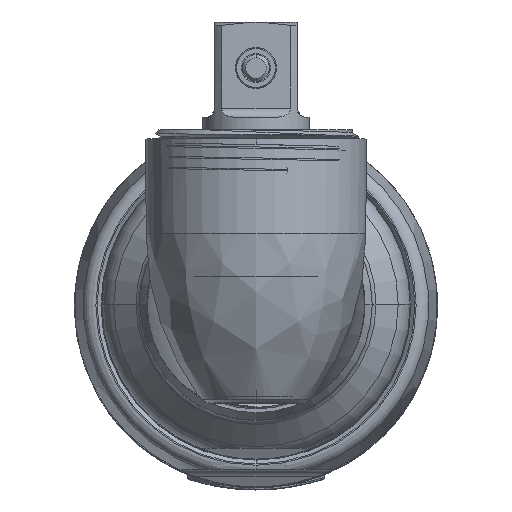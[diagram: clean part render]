
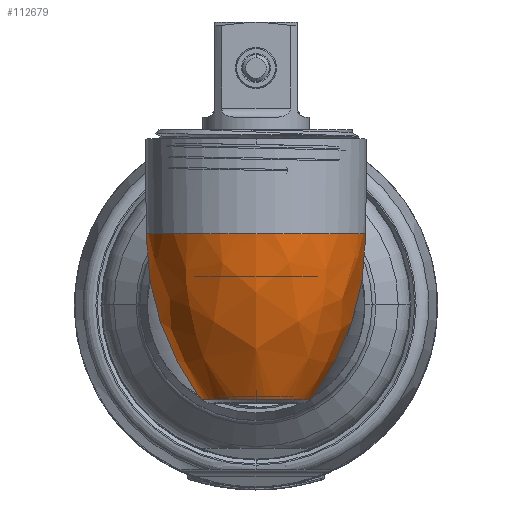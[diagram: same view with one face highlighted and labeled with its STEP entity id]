
A CAD part, top view. The second image highlights one B-rep face of the part: STEP entity #112679.
In plain terms, the highlighted free-form (B-spline) face has degree [3, 3] with [7, 4] control points.
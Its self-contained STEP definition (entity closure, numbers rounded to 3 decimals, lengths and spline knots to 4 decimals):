
#109607=CARTESIAN_POINT('',(0.,-0.4366,4.6443));
#109608=DIRECTION('',(0.,1.,0.));
#109609=DIRECTION('',(-0.987,0.,-0.162));
#109610=AXIS2_PLACEMENT_3D('',#109607,#109608,#109609);
#110440=CARTESIAN_POINT('',(0.2641,-0.4159,
4.6443));
#110453=CARTESIAN_POINT('',(0.2455,-0.4366,
4.604));
#110454=CARTESIAN_POINT('',(0.2488,-0.4337,
4.6104));
#110455=CARTESIAN_POINT('',(0.2551,-0.4274,
4.6234));
#110456=CARTESIAN_POINT('',(0.2612,-0.42,
4.6372));
#110457=CARTESIAN_POINT('',(0.2641,-0.4159,
4.6443));
#110459=CARTESIAN_POINT('',(-0.7525,0.32,4.6443));
#110460=DIRECTION('',(0.,0.,1.));
#110461=DIRECTION('',(0.81,-0.586,0.));
#110462=AXIS2_PLACEMENT_3D('',#110459,#110460,#110461);
#110464=CARTESIAN_POINT('',(0.7525,0.32,4.6443));
#110465=DIRECTION('',(0.,0.,1.));
#110466=DIRECTION('',(-0.984,-0.177,0.));
#110467=AXIS2_PLACEMENT_3D('',#110464,#110465,#110466);
#110474=CARTESIAN_POINT('',(-0.4828,0.0984,
4.6443));
#110483=CARTESIAN_POINT('',(-0.4827,0.1423,
4.5608));
#110484=CARTESIAN_POINT('',(-0.4834,0.1392,
4.5673));
#110485=CARTESIAN_POINT('',(-0.4844,0.1327,
4.5807));
#110486=CARTESIAN_POINT('',(-0.4851,0.1221,
4.6013));
#110487=CARTESIAN_POINT('',(-0.4846,0.1107,
4.6225));
#110488=CARTESIAN_POINT('',(-0.4835,0.1025,
4.637));
#110489=CARTESIAN_POINT('',(-0.4828,0.0984,
4.6443));
#110550=CARTESIAN_POINT('',(-0.2641,-0.4159,
4.6443));
#110557=CARTESIAN_POINT('',(-0.2641,-0.4159,
4.6443));
#110558=CARTESIAN_POINT('',(-0.2612,-0.42,
4.6372));
#110559=CARTESIAN_POINT('',(-0.2551,-0.4274,
4.6234));
#110560=CARTESIAN_POINT('',(-0.2488,-0.4337,
4.6104));
#110561=CARTESIAN_POINT('',(-0.2455,-0.4366,
4.604));
#110700=CARTESIAN_POINT('',(0.,0.32,4.6443));
#110701=DIRECTION('',(0.,-1.,0.));
#110702=DIRECTION('',(0.812,0.,-0.584));
#110703=AXIS2_PLACEMENT_3D('',#110700,#110701,#110702);
#110767=CARTESIAN_POINT('',(0.4827,0.1423,
4.5608));
#110768=CARTESIAN_POINT('',(0.4818,0.1464,
4.5521));
#110769=CARTESIAN_POINT('',(0.4795,0.156,
4.5341));
#110770=CARTESIAN_POINT('',(0.4745,0.1752,
4.505));
#110771=CARTESIAN_POINT('',(0.4672,0.1986,
4.4747));
#110772=CARTESIAN_POINT('',(0.4573,0.2256,
4.4436));
#110773=CARTESIAN_POINT('',(0.4444,0.2554,
4.4123));
#110774=CARTESIAN_POINT('',(0.4281,0.2873,
4.381));
#110775=CARTESIAN_POINT('',(0.415,0.309,
4.3607));
#110776=CARTESIAN_POINT('',(0.4078,0.32,4.3508));
#110778=CARTESIAN_POINT('',(0.4828,0.0984,
4.6443));
#110779=CARTESIAN_POINT('',(0.4835,0.1025,
4.637));
#110780=CARTESIAN_POINT('',(0.4846,0.1107,
4.6225));
#110781=CARTESIAN_POINT('',(0.4851,0.1221,
4.6013));
#110782=CARTESIAN_POINT('',(0.4844,0.1327,
4.5807));
#110783=CARTESIAN_POINT('',(0.4834,0.1392,
4.5673));
#110784=CARTESIAN_POINT('',(0.4827,0.1423,
4.5608));
#110861=CARTESIAN_POINT('',(-0.4078,0.32,4.3508));
#110862=CARTESIAN_POINT('',(-0.415,0.3091,
4.3607));
#110863=CARTESIAN_POINT('',(-0.4281,0.2873,
4.381));
#110864=CARTESIAN_POINT('',(-0.4445,0.2553,
4.4124));
#110865=CARTESIAN_POINT('',(-0.4574,0.2253,
4.4439));
#110866=CARTESIAN_POINT('',(-0.4673,0.1982,
4.4751));
#110867=CARTESIAN_POINT('',(-0.4746,0.1748,
4.5055));
#110868=CARTESIAN_POINT('',(-0.4796,0.1558,
4.5345));
#110869=CARTESIAN_POINT('',(-0.4818,0.1463,
4.5523));
#110870=CARTESIAN_POINT('',(-0.4827,0.1423,
4.5608));
#111964=VERTEX_POINT('',#110474);
#111965=VERTEX_POINT('',#110483);
#111967=VERTEX_POINT('',#110861);
#111968=VERTEX_POINT('',#110550);
#111970=VERTEX_POINT('',#110561);
#111972=VERTEX_POINT('',#110440);
#111973=VERTEX_POINT('',#110453);
#111976=VERTEX_POINT('',#110767);
#111977=VERTEX_POINT('',#110776);
#111978=VERTEX_POINT('',#110778);
#112630=CARTESIAN_POINT('',(-0.1809,-0.4495,
4.4883));
#112631=CARTESIAN_POINT('',(-0.3142,-0.2228,
4.3734));
#112632=CARTESIAN_POINT('',(-0.3832,0.0493,
4.3138));
#112633=CARTESIAN_POINT('',(-0.3804,0.3362,
4.3162));
#112634=CARTESIAN_POINT('',(-0.3357,-0.4495,
4.6678));
#112635=CARTESIAN_POINT('',(-0.583,-0.2228,
4.685));
#112636=CARTESIAN_POINT('',(-0.7112,0.0493,
4.694));
#112637=CARTESIAN_POINT('',(-0.706,0.3362,
4.6936));
#112638=CARTESIAN_POINT('',(-0.237,-0.4495,
4.8833));
#112639=CARTESIAN_POINT('',(-0.4116,-0.2228,
5.0592));
#112640=CARTESIAN_POINT('',(-0.5021,0.0493,
5.1505));
#112641=CARTESIAN_POINT('',(-0.4984,0.3362,
5.1467));
#112642=CARTESIAN_POINT('',(0.,-0.4495,4.8833));
#112643=CARTESIAN_POINT('',(0.,-0.2228,5.0592));
#112644=CARTESIAN_POINT('',(0.,0.0493,5.1505));
#112645=CARTESIAN_POINT('',(0.,0.3362,5.1467));
#112646=CARTESIAN_POINT('',(0.237,-0.4495,
4.8833));
#112647=CARTESIAN_POINT('',(0.4116,-0.2228,
5.0592));
#112648=CARTESIAN_POINT('',(0.5021,0.0493,
5.1505));
#112649=CARTESIAN_POINT('',(0.4984,0.3362,
5.1467));
#112650=CARTESIAN_POINT('',(0.3357,-0.4495,
4.6678));
#112651=CARTESIAN_POINT('',(0.583,-0.2228,
4.685));
#112652=CARTESIAN_POINT('',(0.7112,0.0493,
4.694));
#112653=CARTESIAN_POINT('',(0.706,0.3362,
4.6936));
#112654=CARTESIAN_POINT('',(0.1809,-0.4495,
4.4883));
#112655=CARTESIAN_POINT('',(0.3142,-0.2228,
4.3734));
#112656=CARTESIAN_POINT('',(0.3832,0.0493,
4.3138));
#112657=CARTESIAN_POINT('',(0.3804,0.3362,
4.3162));
#112658=(BOUNDED_SURFACE()B_SPLINE_SURFACE(3,3,((#112630,#112631,#112632,
#112633),(#112634,#112635,#112636,#112637),(#112638,#112639,#112640,#112641),(
#112642,#112643,#112644,#112645),(#112646,#112647,#112648,#112649),(#112650,
#112651,#112652,#112653),(#112654,#112655,#112656,#112657)),.UNSPECIFIED.,.F.,
.F.,.F.)B_SPLINE_SURFACE_WITH_KNOTS((4,3,4),(4,4),(0.,1.,2.),(0.,1.),
.UNSPECIFIED.)GEOMETRIC_REPRESENTATION_ITEM()RATIONAL_B_SPLINE_SURFACE(((
1.453,1.398,1.398,1.453),(
0.888,0.854,0.854,0.888),(
0.888,0.854,0.854,0.888),(
1.453,1.398,1.398,1.453),(
0.888,0.854,0.854,0.888),(
0.888,0.854,0.854,0.888),(
1.453,1.398,1.398,1.453)))REPRESENTATION_ITEM('')SURFACE());
#112660=ORIENTED_EDGE('',*,*,#112659,.F.);
#112662=ORIENTED_EDGE('',*,*,#112661,.F.);
#112664=ORIENTED_EDGE('',*,*,#112663,.F.);
#112666=ORIENTED_EDGE('',*,*,#112665,.F.);
#112668=ORIENTED_EDGE('',*,*,#112667,.F.);
#112670=ORIENTED_EDGE('',*,*,#112669,.F.);
#112671=ORIENTED_EDGE('',*,*,#112625,.F.);
#112672=ORIENTED_EDGE('',*,*,#112111,.F.);
#112674=ORIENTED_EDGE('',*,*,#112673,.F.);
#112676=ORIENTED_EDGE('',*,*,#112675,.F.);
#112677=EDGE_LOOP('',(#112660,#112662,#112664,#112666,#112668,#112670,#112671,
#112672,#112674,#112676));
#112678=FACE_OUTER_BOUND('',#112677,.F.);
#112679=ADVANCED_FACE('',(#112678),#112658,.T.);
#109611=CIRCLE('',#109610,0.2488);
#110458=B_SPLINE_CURVE_WITH_KNOTS('',3,(#110453,#110454,#110455,#110456,
#110457),.UNSPECIFIED.,.F.,.F.,(4,1,4),(0.,0.5,1.),.UNSPECIFIED.);
#110463=CIRCLE('',#110462,1.255);
#110468=CIRCLE('',#110467,1.255);
#110490=B_SPLINE_CURVE_WITH_KNOTS('',3,(#110483,#110484,#110485,#110486,#110487,
#110488,#110489),.UNSPECIFIED.,.F.,.F.,(4,1,1,1,4),(0.,0.25,0.5,0.75,
1.),.UNSPECIFIED.);
#110562=B_SPLINE_CURVE_WITH_KNOTS('',3,(#110557,#110558,#110559,#110560,
#110561),.UNSPECIFIED.,.F.,.F.,(4,1,4),(0.,0.5,1.),.UNSPECIFIED.);
#110704=CIRCLE('',#110703,0.5025);
#110777=B_SPLINE_CURVE_WITH_KNOTS('',3,(#110767,#110768,#110769,#110770,#110771,
#110772,#110773,#110774,#110775,#110776),.UNSPECIFIED.,.F.,.F.,(4,1,1,1,1,1,1,
4),(0.,0.1429,0.2857,0.4286,
0.5714,0.7143,0.8571,1.),.UNSPECIFIED.);
#110785=B_SPLINE_CURVE_WITH_KNOTS('',3,(#110778,#110779,#110780,#110781,#110782,
#110783,#110784),.UNSPECIFIED.,.F.,.F.,(4,1,1,1,4),(0.,0.25,0.5,0.75,
1.),.UNSPECIFIED.);
#110871=B_SPLINE_CURVE_WITH_KNOTS('',3,(#110861,#110862,#110863,#110864,#110865,
#110866,#110867,#110868,#110869,#110870),.UNSPECIFIED.,.F.,.F.,(4,1,1,1,1,1,1,
4),(0.,0.1429,0.2857,0.4286,
0.5714,0.7143,0.8571,1.),.UNSPECIFIED.);
#112111=EDGE_CURVE('',#111970,#111973,#109611,.T.);
#112625=EDGE_CURVE('',#111973,#111972,#110458,.T.);
#112659=EDGE_CURVE('',#111965,#111964,#110490,.T.);
#112661=EDGE_CURVE('',#111967,#111965,#110871,.T.);
#112663=EDGE_CURVE('',#111977,#111967,#110704,.T.);
#112665=EDGE_CURVE('',#111976,#111977,#110777,.T.);
#112667=EDGE_CURVE('',#111978,#111976,#110785,.T.);
#112669=EDGE_CURVE('',#111972,#111978,#110463,.T.);
#112673=EDGE_CURVE('',#111968,#111970,#110562,.T.);
#112675=EDGE_CURVE('',#111964,#111968,#110468,.T.);
